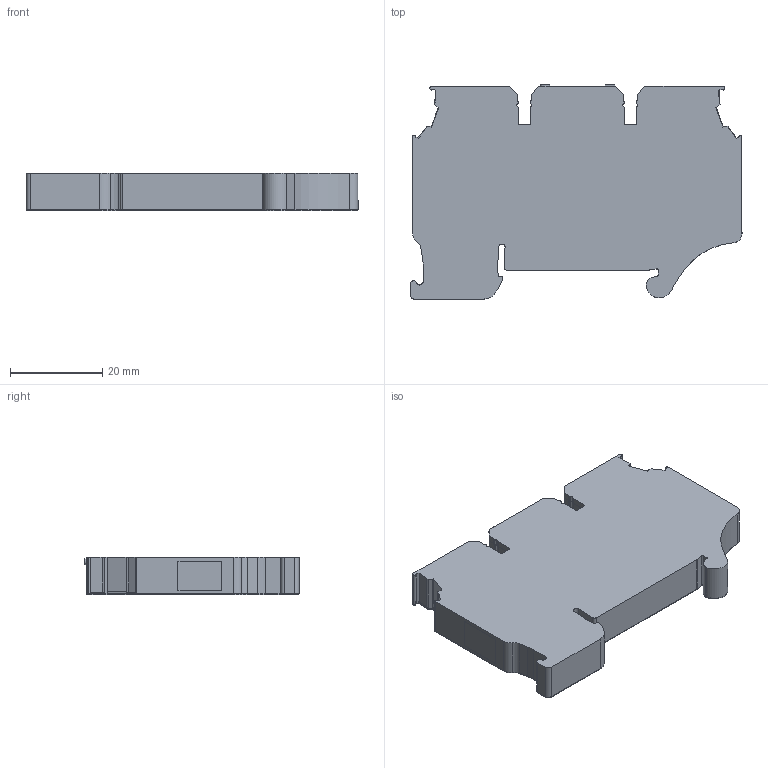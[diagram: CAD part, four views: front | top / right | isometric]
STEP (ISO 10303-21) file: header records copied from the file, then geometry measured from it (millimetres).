
FILE_DESCRIPTION (( 'STEP AP214' ), '1' );
FILE_NAME ('WGO 6_NM.STP', '2018-12-19T08:33:18', ( '' ), ( '' ), 'SwSTEP 2.0', 'SolidWorks 2019', '' );
FILE_SCHEMA (( 'AUTOMOTIVE_DESIGN' ));
Length unit declared in the file: millimetre
Products named in the file (1): WGO 6_NM
Bounding box: 71.85 x 46.34 x 8.01 mm (x, y, z)
Volume: 22025.5 mm3; surface area: 7872.8 mm2
Topology: 1 solids, 1 shells, 399 faces, 1160 edges, 772 vertices
Faces by surface type: plane 213, cylinder 171, bspline 15
Entity records: 17752 total; most frequent: CARTESIAN_POINT 3231, ORIENTED_EDGE 2320, DIRECTION 2231, EDGE_CURVE 1160, VECTOR 779, LINE 779, VERTEX_POINT 772, AXIS2_PLACEMENT_3D 726
